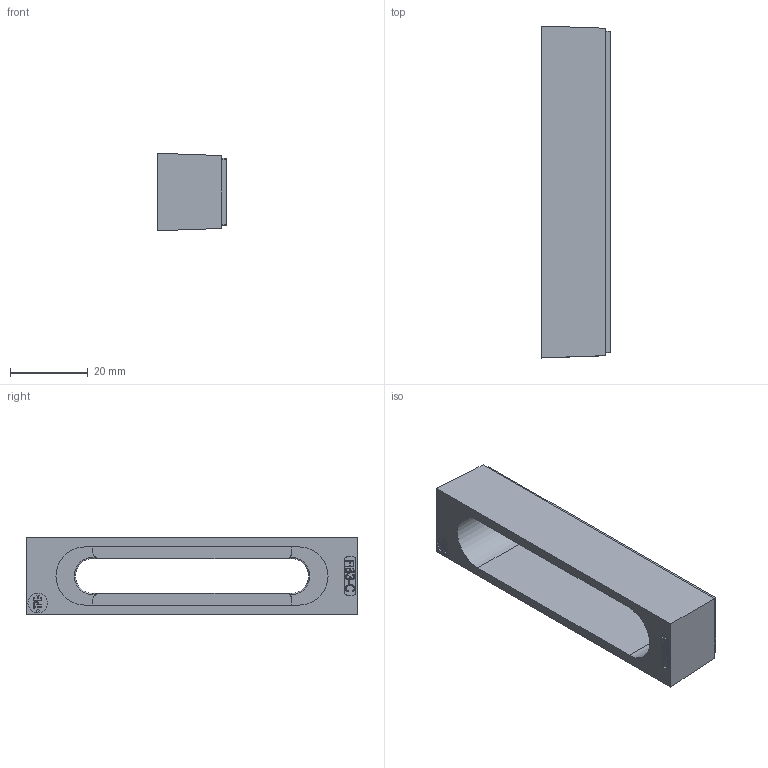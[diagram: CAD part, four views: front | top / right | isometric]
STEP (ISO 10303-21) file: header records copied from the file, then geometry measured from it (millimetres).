
FILE_DESCRIPTION(/* description */ (''),/* implementation_level */ '2;1');
FILE_NAME(/* name */ '28739.6_KDS-DE-FB3-C.stp',/* time_stamp */ '2019-03-22T12:55:42+01:00',/* author */ (''),/* organization */ (''),/* preprocessor_version */ 'ST-DEVELOPER v16.7',/* originating_system */ 'SIEMENS PLM Software NX 12.0',/* authorisation */ '');
FILE_SCHEMA (('AUTOMOTIVE_DESIGN { 1 0 10303 214 3 1 1 1 }'));
Length unit declared in the file: millimetre
Products named in the file (1): 28739.6_KDS-DE-FB3-C
Bounding box: 17.7 x 85.35 x 19.91 mm (x, y, z)
Volume: 11662.3 mm3; surface area: 8691.4 mm2
Topology: 1 solids, 1 shells, 148 faces, 384 edges, 254 vertices
Faces by surface type: plane 104, cylinder 23, extrusion 17, torus 4
Full cylindrical faces by diameter (mm): 5.07 x1
Entity records: 5110 total; most frequent: CARTESIAN_POINT 1569, ORIENTED_EDGE 766, DIRECTION 626, EDGE_CURVE 383, VECTOR 266, VERTEX_POINT 254, LINE 249, AXIS2_PLACEMENT_3D 180
